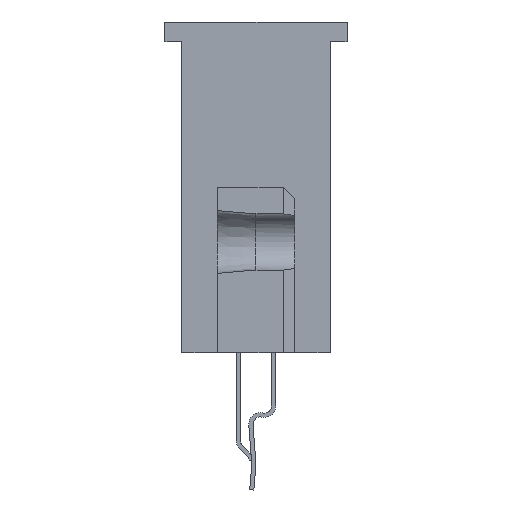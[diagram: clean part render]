
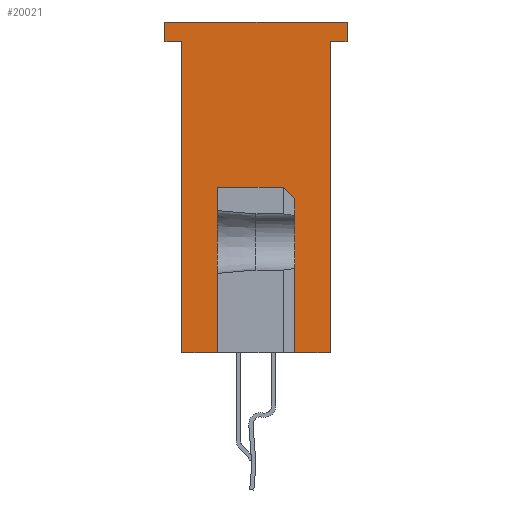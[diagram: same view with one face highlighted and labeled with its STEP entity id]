
A CAD part, left-side view. The second image highlights one B-rep face of the part: STEP entity #20021.
In plain terms, the highlighted planar face has unit normal (-1, 0, 0).
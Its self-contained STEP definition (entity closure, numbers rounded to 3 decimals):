
#72=DIRECTION('',(0.,0.,1.));
#73=VECTOR('',#72,2.794);
#74=CARTESIAN_POINT('',(-22.174,-0.699,-5.994));
#75=LINE('',#74,#73);
#76=DIRECTION('',(0.,1.,0.));
#77=VECTOR('',#76,1.194);
#78=CARTESIAN_POINT('',(-22.174,-0.495,-2.997));
#79=LINE('',#78,#77);
#80=DIRECTION('',(0.,0.,1.));
#81=VECTOR('',#80,2.997);
#82=CARTESIAN_POINT('',(-22.174,0.699,-5.994));
#83=LINE('',#82,#81);
#84=DIRECTION('',(0.,1.,0.));
#85=VECTOR('',#84,0.648);
#86=CARTESIAN_POINT('',(-22.174,0.699,-5.994));
#87=LINE('',#86,#85);
#88=DIRECTION('',(0.,0.,1.));
#89=VECTOR('',#88,5.639);
#90=CARTESIAN_POINT('',(-22.174,1.346,-5.994));
#91=LINE('',#90,#89);
#92=DIRECTION('',(0.,1.,0.));
#93=VECTOR('',#92,0.305);
#94=CARTESIAN_POINT('',(-22.174,1.346,-0.356));
#95=LINE('',#94,#93);
#96=DIRECTION('',(0.,0.,1.));
#97=VECTOR('',#96,0.356);
#98=CARTESIAN_POINT('',(-22.174,1.651,-0.356));
#99=LINE('',#98,#97);
#100=DIRECTION('',(0.,-1.,0.));
#101=VECTOR('',#100,3.302);
#102=CARTESIAN_POINT('',(-22.174,1.651,0.));
#103=LINE('',#102,#101);
#104=DIRECTION('',(0.,0.,-1.));
#105=VECTOR('',#104,0.356);
#106=CARTESIAN_POINT('',(-22.174,-1.651,0.));
#107=LINE('',#106,#105);
#108=DIRECTION('',(0.,1.,0.));
#109=VECTOR('',#108,0.305);
#110=CARTESIAN_POINT('',(-22.174,-1.651,-0.356));
#111=LINE('',#110,#109);
#112=DIRECTION('',(0.,0.,-1.));
#113=VECTOR('',#112,5.639);
#114=CARTESIAN_POINT('',(-22.174,-1.346,-0.356));
#115=LINE('',#114,#113);
#116=DIRECTION('',(0.,1.,0.));
#117=VECTOR('',#116,0.648);
#118=CARTESIAN_POINT('',(-22.174,-1.346,-5.994));
#119=LINE('',#118,#117);
#137=DIRECTION('',(0.,-0.707,-0.707));
#138=VECTOR('',#137,0.287);
#139=CARTESIAN_POINT('',(-22.174,-0.495,-2.997));
#140=LINE('',#139,#138);
#15363=CARTESIAN_POINT('',(-22.174,-1.346,-0.356));
#15364=CARTESIAN_POINT('',(-22.174,-1.346,-5.994));
#15365=VERTEX_POINT('',#15363);
#15366=VERTEX_POINT('',#15364);
#15367=CARTESIAN_POINT('',(-22.174,1.346,-5.994));
#15368=CARTESIAN_POINT('',(-22.174,1.346,-0.356));
#15369=VERTEX_POINT('',#15367);
#15370=VERTEX_POINT('',#15368);
#15379=CARTESIAN_POINT('',(-22.174,1.651,-0.356));
#15380=VERTEX_POINT('',#15379);
#15381=CARTESIAN_POINT('',(-22.174,1.651,0.));
#15382=VERTEX_POINT('',#15381);
#15383=CARTESIAN_POINT('',(-22.174,-1.651,0.));
#15384=VERTEX_POINT('',#15383);
#15385=CARTESIAN_POINT('',(-22.174,-1.651,-0.356));
#15386=VERTEX_POINT('',#15385);
#15399=CARTESIAN_POINT('',(-22.174,0.699,-5.994));
#15400=CARTESIAN_POINT('',(-22.174,0.699,-2.997));
#15401=VERTEX_POINT('',#15399);
#15402=VERTEX_POINT('',#15400);
#15407=CARTESIAN_POINT('',(-22.174,-0.699,-5.994));
#15408=VERTEX_POINT('',#15407);
#19776=CARTESIAN_POINT('',(-22.174,-0.699,-3.2));
#19778=VERTEX_POINT('',#19776);
#19780=CARTESIAN_POINT('',(-22.174,-0.495,-2.997));
#19782=VERTEX_POINT('',#19780);
#19988=CARTESIAN_POINT('',(-22.174,0.,0.));
#19989=DIRECTION('',(1.,0.,0.));
#19990=DIRECTION('',(0.,-1.,0.));
#19991=AXIS2_PLACEMENT_3D('',#19988,#19989,#19990);
#19992=PLANE('',#19991);
#19994=ORIENTED_EDGE('',*,*,#19993,.T.);
#19996=ORIENTED_EDGE('',*,*,#19995,.F.);
#19998=ORIENTED_EDGE('',*,*,#19997,.T.);
#20000=ORIENTED_EDGE('',*,*,#19999,.F.);
#20002=ORIENTED_EDGE('',*,*,#20001,.T.);
#20004=ORIENTED_EDGE('',*,*,#20003,.T.);
#20006=ORIENTED_EDGE('',*,*,#20005,.T.);
#20008=ORIENTED_EDGE('',*,*,#20007,.T.);
#20010=ORIENTED_EDGE('',*,*,#20009,.T.);
#20012=ORIENTED_EDGE('',*,*,#20011,.T.);
#20014=ORIENTED_EDGE('',*,*,#20013,.T.);
#20016=ORIENTED_EDGE('',*,*,#20015,.T.);
#20018=ORIENTED_EDGE('',*,*,#20017,.T.);
#20019=EDGE_LOOP('',(#19994,#19996,#19998,#20000,#20002,#20004,#20006,#20008,
#20010,#20012,#20014,#20016,#20018));
#20020=FACE_OUTER_BOUND('',#20019,.F.);
#20021=ADVANCED_FACE('',(#20020),#19992,.F.);
#19993=EDGE_CURVE('',#15408,#19778,#75,.T.);
#19995=EDGE_CURVE('',#19782,#19778,#140,.T.);
#19997=EDGE_CURVE('',#19782,#15402,#79,.T.);
#19999=EDGE_CURVE('',#15401,#15402,#83,.T.);
#20001=EDGE_CURVE('',#15401,#15369,#87,.T.);
#20003=EDGE_CURVE('',#15369,#15370,#91,.T.);
#20005=EDGE_CURVE('',#15370,#15380,#95,.T.);
#20007=EDGE_CURVE('',#15380,#15382,#99,.T.);
#20009=EDGE_CURVE('',#15382,#15384,#103,.T.);
#20011=EDGE_CURVE('',#15384,#15386,#107,.T.);
#20013=EDGE_CURVE('',#15386,#15365,#111,.T.);
#20015=EDGE_CURVE('',#15365,#15366,#115,.T.);
#20017=EDGE_CURVE('',#15366,#15408,#119,.T.);
